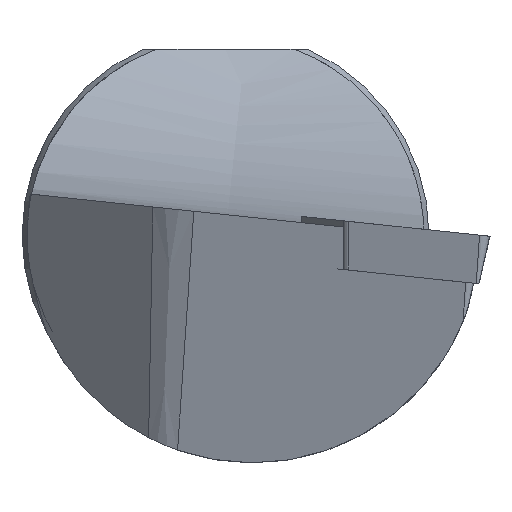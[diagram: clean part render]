
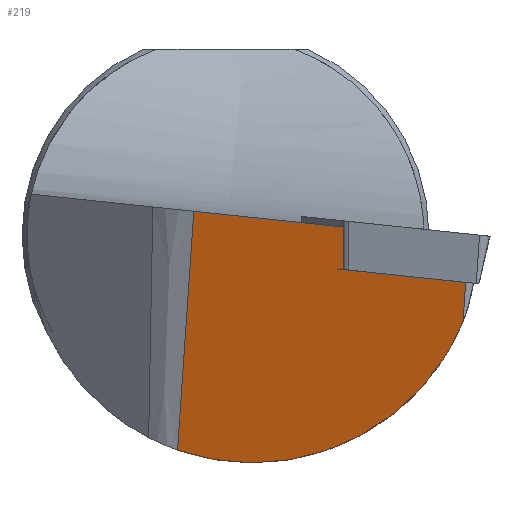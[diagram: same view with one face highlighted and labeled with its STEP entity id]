
A CAD part, left-side view. The second image highlights one B-rep face of the part: STEP entity #219.
In plain terms, the highlighted planar face has unit normal (-0.947, 0.308, -0.09).
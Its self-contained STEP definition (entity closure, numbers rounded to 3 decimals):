
#56=B_SPLINE_CURVE_WITH_KNOTS('',3,(#1150,#1151,#1152,#1153,#1154,#1155,
#1156),.UNSPECIFIED.,.F.,.F.,(4,3,4),(0.,0.644,1.),
 .UNSPECIFIED.);
#167=ELLIPSE('',#745,11.799,11.175);
#219=ADVANCED_FACE('',(#268),#239,.F.);
#239=PLANE('',#746);
#268=FACE_OUTER_BOUND('',#303,.T.);
#303=EDGE_LOOP('',(#440,#441,#442,#443,#444,#445));
#440=ORIENTED_EDGE('',*,*,#614,.T.);
#441=ORIENTED_EDGE('',*,*,#615,.T.);
#442=ORIENTED_EDGE('',*,*,#607,.T.);
#443=ORIENTED_EDGE('',*,*,#616,.F.);
#444=ORIENTED_EDGE('',*,*,#617,.T.);
#445=ORIENTED_EDGE('',*,*,#618,.T.);
#530=VERTEX_POINT('',#1149);
#531=VERTEX_POINT('',#1157);
#535=VERTEX_POINT('',#1388);
#536=VERTEX_POINT('',#1389);
#537=VERTEX_POINT('',#1392);
#538=VERTEX_POINT('',#1394);
#607=EDGE_CURVE('',#531,#530,#56,.T.);
#614=EDGE_CURVE('',#535,#536,#654,.T.);
#615=EDGE_CURVE('',#536,#531,#655,.T.);
#616=EDGE_CURVE('',#537,#530,#656,.T.);
#617=EDGE_CURVE('',#537,#538,#167,.T.);
#618=EDGE_CURVE('',#538,#535,#657,.T.);
#654=LINE('',#1387,#689);
#655=LINE('',#1390,#690);
#656=LINE('',#1391,#691);
#657=LINE('',#1395,#692);
#689=VECTOR('',#880,1.);
#690=VECTOR('',#881,1.);
#691=VECTOR('',#882,1.);
#692=VECTOR('',#885,1.);
#745=AXIS2_PLACEMENT_3D('',#1393,#883,#884);
#746=AXIS2_PLACEMENT_3D('',#1396,#886,#887);
#880=DIRECTION('',(0.299,0.949,0.1));
#881=DIRECTION('',(-0.097,-0.007,0.995));
#882=DIRECTION('',(-0.116,-0.067,0.991));
#883=DIRECTION('',(-0.947,0.308,-0.09));
#884=DIRECTION('',(-0.321,-0.909,0.266));
#885=DIRECTION('',(-0.116,-0.067,0.991));
#886=DIRECTION('',(0.947,-0.308,0.09));
#887=DIRECTION('',(0.309,0.951,0.));
#1149=CARTESIAN_POINT('',(4.58,1.558,1.187));
#1150=CARTESIAN_POINT('',(2.255,-5.815,0.412));
#1151=CARTESIAN_POINT('',(2.755,-4.231,0.578));
#1152=CARTESIAN_POINT('',(3.254,-2.647,0.745));
#1153=CARTESIAN_POINT('',(3.753,-1.063,0.911));
#1154=CARTESIAN_POINT('',(4.029,-0.19,1.003));
#1155=CARTESIAN_POINT('',(4.304,0.684,1.095));
#1156=CARTESIAN_POINT('',(4.58,1.558,1.187));
#1157=CARTESIAN_POINT('',(2.255,-5.815,0.412));
#1387=CARTESIAN_POINT('',(4.823,1.699,-0.89));
#1388=CARTESIAN_POINT('',(0.567,-11.802,-2.309));
#1389=CARTESIAN_POINT('',(2.459,-5.8,-1.678));
#1390=CARTESIAN_POINT('',(2.178,-5.821,1.201));
#1391=CARTESIAN_POINT('',(4.545,1.537,1.486));
#1392=CARTESIAN_POINT('',(5.957,2.357,-10.551));
#1393=CARTESIAN_POINT('',(3.755,-1.325,0.));
#1394=CARTESIAN_POINT('',(0.791,-11.672,-4.222));
#1395=CARTESIAN_POINT('',(0.288,-11.964,0.067));
#1396=CARTESIAN_POINT('',(4.545,1.537,1.486));
